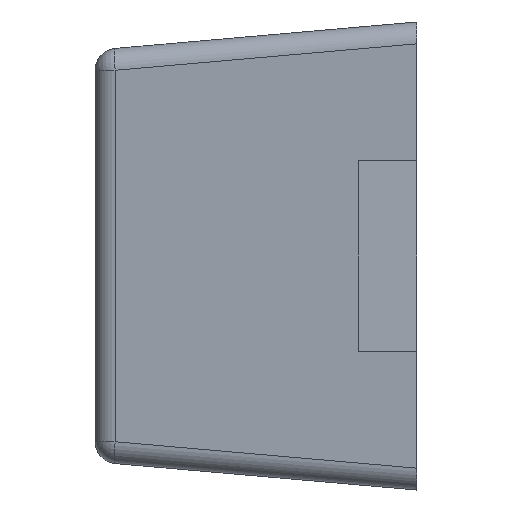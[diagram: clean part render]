
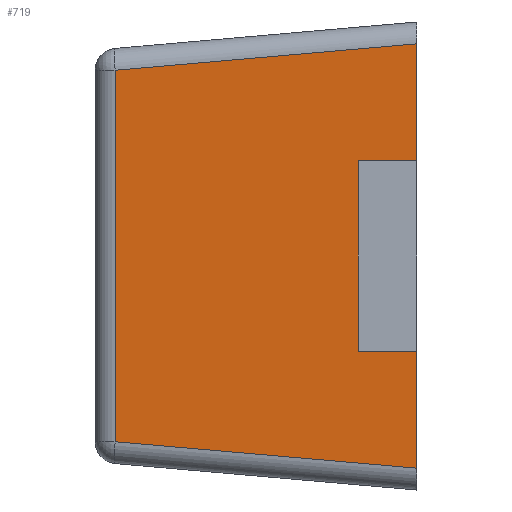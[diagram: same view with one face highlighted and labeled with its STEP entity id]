
A CAD part, left-side view. The second image highlights one B-rep face of the part: STEP entity #719.
In plain terms, the highlighted planar face has unit normal (-0.996, 0.087, 0).
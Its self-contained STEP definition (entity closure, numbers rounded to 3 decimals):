
#12 = CARTESIAN_POINT ( 'NONE',  ( -1.21, 1.032, 0.635 ) ) ;
#21 = LINE ( 'NONE', #933, #478 ) ;
#26 = VECTOR ( 'NONE', #859, 1000. ) ;
#54 = VECTOR ( 'NONE', #505, 1000. ) ;
#55 = VERTEX_POINT ( 'NONE', #93 ) ;
#62 = VERTEX_POINT ( 'NONE', #333 ) ;
#67 = CARTESIAN_POINT ( 'NONE',  ( -1.301, -0.006, 0.726 ) ) ;
#89 = VERTEX_POINT ( 'NONE', #698 ) ;
#93 = CARTESIAN_POINT ( 'NONE',  ( -1.21, 1.032, -0.635 ) ) ;
#94 = LINE ( 'NONE', #306, #555 ) ;
#135 = LINE ( 'NONE', #67, #432 ) ;
#182 = CARTESIAN_POINT ( 'NONE',  ( -1.3, 0., 0.8 ) ) ;
#184 = LINE ( 'NONE', #288, #54 ) ;
#208 = CARTESIAN_POINT ( 'NONE',  ( -1.3, 0., -0.325 ) ) ;
#211 = ORIENTED_EDGE ( 'NONE', *, *, #257, .T. ) ;
#216 = DIRECTION ( 'NONE',  ( -0.087, -0.992, -0.087 ) ) ;
#245 = CARTESIAN_POINT ( 'NONE',  ( -1.3, 0., 0.325 ) ) ;
#257 = EDGE_CURVE ( 'NONE', #55, #62, #21, .T. ) ;
#258 = VECTOR ( 'NONE', #319, 1000. ) ;
#265 = EDGE_CURVE ( 'NONE', #343, #316, #135, .T. ) ;
#288 = CARTESIAN_POINT ( 'NONE',  ( -1.3, 0., 0.325 ) ) ;
#306 = CARTESIAN_POINT ( 'NONE',  ( -1.21, 1.032, 0.8 ) ) ;
#316 = VERTEX_POINT ( 'NONE', #12 ) ;
#319 = DIRECTION ( 'NONE',  ( 0., 0., 1. ) ) ;
#324 = CARTESIAN_POINT ( 'NONE',  ( -1.3, 0., 0.8 ) ) ;
#333 = CARTESIAN_POINT ( 'NONE',  ( -1.3, 0., -0.725 ) ) ;
#339 = VECTOR ( 'NONE', #892, 1000. ) ;
#343 = VERTEX_POINT ( 'NONE', #872 ) ;
#364 = LINE ( 'NONE', #875, #339 ) ;
#396 = VERTEX_POINT ( 'NONE', #245 ) ;
#406 = CARTESIAN_POINT ( 'NONE',  ( -1.283, 0.2, 0.325 ) ) ;
#432 = VECTOR ( 'NONE', #936, 1000. ) ;
#478 = VECTOR ( 'NONE', #216, 1000. ) ;
#505 = DIRECTION ( 'NONE',  ( 0.087, 0.996, 0. ) ) ;
#515 = ORIENTED_EDGE ( 'NONE', *, *, #265, .T. ) ;
#531 = EDGE_CURVE ( 'NONE', #62, #89, #637, .T. ) ;
#555 = VECTOR ( 'NONE', #653, 1000. ) ;
#582 = DIRECTION ( 'NONE',  ( 0., 0., 1. ) ) ;
#597 = CARTESIAN_POINT ( 'NONE',  ( -1.3, 0., 0.8 ) ) ;
#615 = ORIENTED_EDGE ( 'NONE', *, *, #896, .F. ) ;
#632 = DIRECTION ( 'NONE',  ( -0.087, -0.996, 0. ) ) ;
#637 = LINE ( 'NONE', #324, #258 ) ;
#643 = AXIS2_PLACEMENT_3D ( 'NONE', #182, #832, #632 ) ;
#647 = ORIENTED_EDGE ( 'NONE', *, *, #817, .T. ) ;
#653 = DIRECTION ( 'NONE',  ( 0., 0., -1. ) ) ;
#656 = FACE_OUTER_BOUND ( 'NONE', #662, .T. ) ;
#657 = CARTESIAN_POINT ( 'NONE',  ( -1.283, 0.2, -0.325 ) ) ;
#662 = EDGE_LOOP ( 'NONE', ( #679, #615, #845, #647, #515, #840, #211, #895 ) ) ;
#679 = ORIENTED_EDGE ( 'NONE', *, *, #740, .F. ) ;
#698 = CARTESIAN_POINT ( 'NONE',  ( -1.3, 0., -0.325 ) ) ;
#718 = VECTOR ( 'NONE', #582, 1000. ) ;
#719 = ADVANCED_FACE ( 'NONE', ( #656 ), #914, .T. ) ;
#720 = LINE ( 'NONE', #208, #26 ) ;
#740 = EDGE_CURVE ( 'NONE', #814, #89, #720, .T. ) ;
#762 = EDGE_CURVE ( 'NONE', #396, #907, #184, .T. ) ;
#814 = VERTEX_POINT ( 'NONE', #657 ) ;
#817 = EDGE_CURVE ( 'NONE', #396, #343, #928, .T. ) ;
#832 = DIRECTION ( 'NONE',  ( -0.996, 0.087, 0. ) ) ;
#837 = EDGE_CURVE ( 'NONE', #316, #55, #94, .T. ) ;
#840 = ORIENTED_EDGE ( 'NONE', *, *, #837, .T. ) ;
#845 = ORIENTED_EDGE ( 'NONE', *, *, #762, .F. ) ;
#859 = DIRECTION ( 'NONE',  ( -0.087, -0.996, 0. ) ) ;
#872 = CARTESIAN_POINT ( 'NONE',  ( -1.3, 0., 0.725 ) ) ;
#875 = CARTESIAN_POINT ( 'NONE',  ( -1.283, 0.2, 0.8 ) ) ;
#892 = DIRECTION ( 'NONE',  ( 0., 0., -1. ) ) ;
#895 = ORIENTED_EDGE ( 'NONE', *, *, #531, .T. ) ;
#896 = EDGE_CURVE ( 'NONE', #907, #814, #364, .T. ) ;
#907 = VERTEX_POINT ( 'NONE', #406 ) ;
#914 = PLANE ( 'NONE',  #643 ) ;
#928 = LINE ( 'NONE', #597, #718 ) ;
#933 = CARTESIAN_POINT ( 'NONE',  ( -1.289, 0.131, -0.714 ) ) ;
#936 = DIRECTION ( 'NONE',  ( 0.087, 0.992, -0.087 ) ) ;
